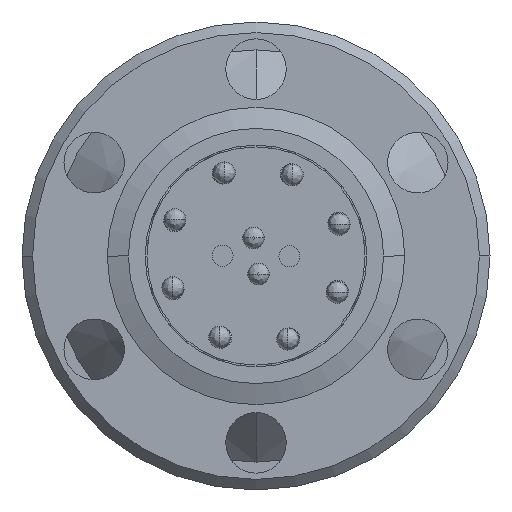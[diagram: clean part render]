
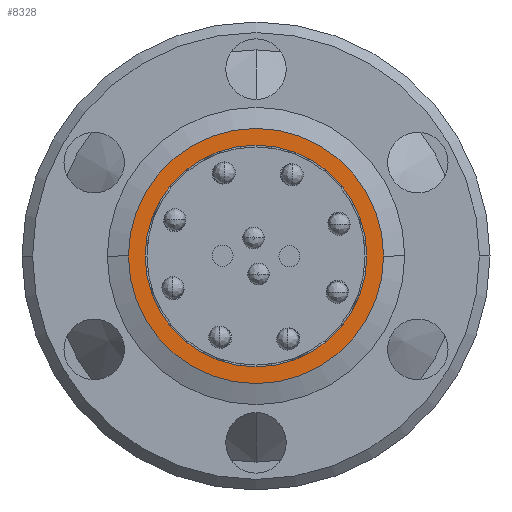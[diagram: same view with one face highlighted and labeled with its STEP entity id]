
A CAD part, front view. The second image highlights one B-rep face of the part: STEP entity #8328.
In plain terms, the highlighted planar face has unit normal (0, -1, 0).
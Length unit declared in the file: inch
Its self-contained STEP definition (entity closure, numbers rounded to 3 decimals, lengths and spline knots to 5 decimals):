
#909 = CIRCLE ( 'NONE', #3599, 0.3625 ) ;
#2327 = VERTEX_POINT ( 'NONE', #13963 ) ;
#2714 = VERTEX_POINT ( 'NONE', #5884 ) ;
#2734 = VERTEX_POINT ( 'NONE', #5870 ) ;
#2895 = VERTEX_POINT ( 'NONE', #5845 ) ;
#3289 = ORIENTED_EDGE ( 'NONE', *, *, #16953, .T. ) ;
#3293 = ORIENTED_EDGE ( 'NONE', *, *, #6126, .T. ) ;
#3348 = ORIENTED_EDGE ( 'NONE', *, *, #6132, .F. ) ;
#3352 = ORIENTED_EDGE ( 'NONE', *, *, #6109, .F. ) ;
#3599 = AXIS2_PLACEMENT_3D ( 'NONE', #4745, #4746, #4747 ) ;
#4745 = CARTESIAN_POINT ( 'NONE',  ( 0., 0.052, 0. ) ) ;
#4746 = DIRECTION ( 'NONE',  ( 0., -1., 0. ) ) ;
#4747 = DIRECTION ( 'NONE',  ( 1., 0., 0. ) ) ;
#5845 = CARTESIAN_POINT ( 'NONE',  ( 0.3625, 0.052, 0. ) ) ;
#5870 = CARTESIAN_POINT ( 'NONE',  ( 0., 0.052, -0.315 ) ) ;
#5884 = CARTESIAN_POINT ( 'NONE',  ( -0.3625, 0.052, 0. ) ) ;
#6109 = EDGE_CURVE ( 'NONE', #2734, #2327, #10216, .T. ) ;
#6126 = EDGE_CURVE ( 'NONE', #2895, #2714, #10197, .T. ) ;
#6132 = EDGE_CURVE ( 'NONE', #2327, #2734, #10199, .T. ) ;
#6568 = FACE_BOUND ( 'NONE', #8861, .T. ) ;
#6613 = FACE_OUTER_BOUND ( 'NONE', #8871, .T. ) ;
#7346 = PLANE ( 'NONE',  #16003 ) ;
#7348 = CARTESIAN_POINT ( 'NONE',  ( 0., 0.052, 0. ) ) ;
#7353 = DIRECTION ( 'NONE',  ( 0., 1., 0. ) ) ;
#7354 = DIRECTION ( 'NONE',  ( -1., 0., 0. ) ) ;
#8328 = ADVANCED_FACE ( 'NONE', ( #6613, #6568 ), #7346, .F. ) ;
#8861 = EDGE_LOOP ( 'NONE', ( #3348, #3352 ) ) ;
#8871 = EDGE_LOOP ( 'NONE', ( #3293, #3289 ) ) ;
#10197 = CIRCLE ( 'NONE', #15176, 0.3625 ) ;
#10199 = CIRCLE ( 'NONE', #15181, 0.315 ) ;
#10216 = CIRCLE ( 'NONE', #15170, 0.315 ) ;
#11953 = CARTESIAN_POINT ( 'NONE',  ( 0., 0.052, 0. ) ) ;
#11954 = DIRECTION ( 'NONE',  ( 0., -1., 0. ) ) ;
#11955 = DIRECTION ( 'NONE',  ( 1., 0., 0. ) ) ;
#11987 = DIRECTION ( 'NONE',  ( 0., -1., 0. ) ) ;
#11988 = DIRECTION ( 'NONE',  ( 0., 0., 1. ) ) ;
#11992 = CARTESIAN_POINT ( 'NONE',  ( 0., 0.052, 0. ) ) ;
#13963 = CARTESIAN_POINT ( 'NONE',  ( 0., 0.052, 0.315 ) ) ;
#14792 = DIRECTION ( 'NONE',  ( 0., 0., 1. ) ) ;
#14793 = DIRECTION ( 'NONE',  ( 0., -1., 0. ) ) ;
#14794 = CARTESIAN_POINT ( 'NONE',  ( 0., 0.052, 0. ) ) ;
#15170 = AXIS2_PLACEMENT_3D ( 'NONE', #14794, #14793, #14792 ) ;
#15176 = AXIS2_PLACEMENT_3D ( 'NONE', #11953, #11954, #11955 ) ;
#15181 = AXIS2_PLACEMENT_3D ( 'NONE', #11992, #11987, #11988 ) ;
#16003 = AXIS2_PLACEMENT_3D ( 'NONE', #7348, #7353, #7354 ) ;
#16953 = EDGE_CURVE ( 'NONE', #2714, #2895, #909, .T. ) ;
